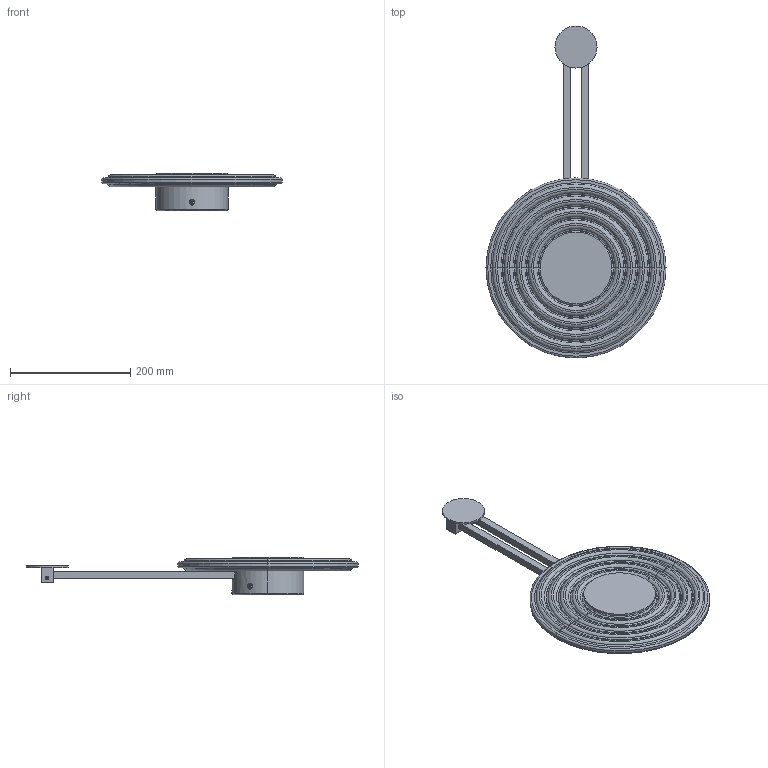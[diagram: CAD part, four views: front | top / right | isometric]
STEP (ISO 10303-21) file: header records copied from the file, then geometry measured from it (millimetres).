
FILE_DESCRIPTION (( 'STEP AP203' ), '1' );
FILE_NAME ('SL 12 W1._exported.step', '2025-02-09T09:02:49', ( '' ), ( '' ), 'SwSTEP 2.0', 'SolidWorks 2023', '' );
FILE_SCHEMA (( 'CONFIG_CONTROL_DESIGN' ));
Length unit declared in the file: millimetre
Products named in the file (1): SL 12 W1._exported
Bounding box: 300 x 553 x 63 mm (x, y, z)
Surface area: 274491.3 mm2 (no closed solid volume)
Topology: 0 solids, 15 shells, 225 faces, 651 edges, 460 vertices
Faces by surface type: torus 78, plane 68, cylinder 68, cone 11
Entity records: 8065 total; most frequent: CARTESIAN_POINT 1837, DIRECTION 1454, ORIENTED_EDGE 1070, EDGE_CURVE 651, AXIS2_PLACEMENT_3D 605, VERTEX_POINT 460, CIRCLE 379, EDGE_LOOP 274
